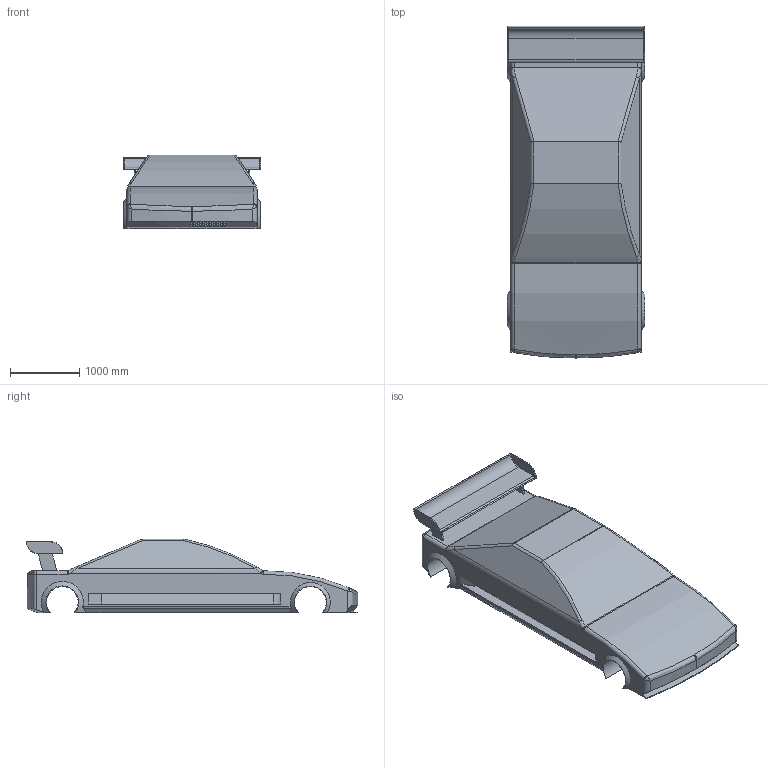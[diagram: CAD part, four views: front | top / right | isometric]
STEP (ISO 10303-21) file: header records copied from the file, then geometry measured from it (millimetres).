
FILE_DESCRIPTION((' '),'2;1');
FILE_NAME('dream car 6.stp','2013-06-04T11:53:20',(' '),(' '),' ','ACIS',' ');
FILE_SCHEMA(('CONFIG_CONTROL_DESIGN'));
Length unit declared in the file: inch
Products named in the file (1): dream car 6.stp
Bounding box: 1978.66 x 4790.34 x 1066.8 mm (x, y, z)
Volume: 5834916171.4 mm3; surface area: 34125556.4 mm2
Topology: 1 solids, 1 shells, 505 faces, 1297 edges, 836 vertices
Faces by surface type: plane 402, cylinder 42, bspline 37, torus 12, cone 10, sphere 2
Entity records: 16324 total; most frequent: CARTESIAN_POINT 4640, ORIENTED_EDGE 2574, DIRECTION 2207, EDGE_CURVE 1287, VERTEX_POINT 836, VECTOR 761, LINE 761, AXIS2_PLACEMENT_3D 723
